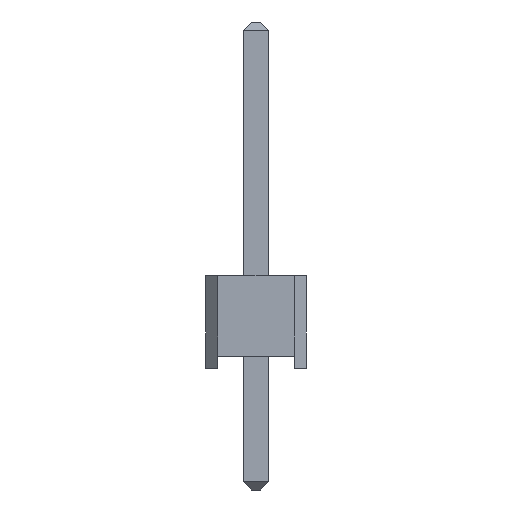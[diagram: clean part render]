
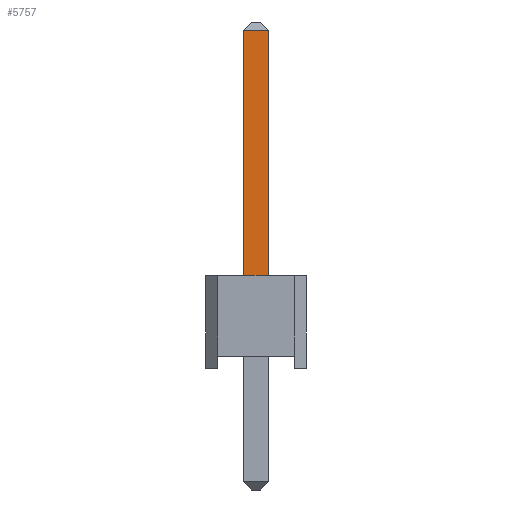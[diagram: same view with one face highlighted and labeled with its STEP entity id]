
A CAD part, left-side view. The second image highlights one B-rep face of the part: STEP entity #5757.
In plain terms, the highlighted planar face has unit normal (-1, 0, 0).
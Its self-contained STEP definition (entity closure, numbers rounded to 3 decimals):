
#1670 = PLANE('',#1671);
#1671 = AXIS2_PLACEMENT_3D('',#1672,#1673,#1674);
#1672 = CARTESIAN_POINT('',(-11.43,1.245,2.29));
#1673 = DIRECTION('',(0.,0.,1.));
#1674 = DIRECTION('',(1.,0.,0.));
#3459 = VERTEX_POINT('',#3460);
#3460 = CARTESIAN_POINT('',(-10.48,-0.32,2.29));
#3474 = PLANE('',#3475);
#3475 = AXIS2_PLACEMENT_3D('',#3476,#3477,#3478);
#3476 = CARTESIAN_POINT('',(-9.84,-0.32,-3.));
#3477 = DIRECTION('',(0.,-1.,0.));
#3478 = DIRECTION('',(0.,0.,-1.));
#3486 = EDGE_CURVE('',#3487,#3459,#3489,.T.);
#3487 = VERTEX_POINT('',#3488);
#3488 = CARTESIAN_POINT('',(-10.48,0.32,2.29));
#3489 = SURFACE_CURVE('',#3490,(#3494,#3501),.PCURVE_S1.);
#3490 = LINE('',#3491,#3492);
#3491 = CARTESIAN_POINT('',(-10.48,-0.32,2.29));
#3492 = VECTOR('',#3493,1.);
#3493 = DIRECTION('',(0.,-1.,0.));
#3494 = PCURVE('',#1670,#3495);
#3495 = DEFINITIONAL_REPRESENTATION('',(#3496),#3500);
#3496 = LINE('',#3497,#3498);
#3497 = CARTESIAN_POINT('',(0.95,-1.565));
#3498 = VECTOR('',#3499,1.);
#3499 = DIRECTION('',(0.,-1.));
#3500 = ( GEOMETRIC_REPRESENTATION_CONTEXT(2) 
PARAMETRIC_REPRESENTATION_CONTEXT() REPRESENTATION_CONTEXT('2D SPACE',''
  ) );
#3501 = PCURVE('',#3502,#3507);
#3502 = PLANE('',#3503);
#3503 = AXIS2_PLACEMENT_3D('',#3504,#3505,#3506);
#3504 = CARTESIAN_POINT('',(-10.48,-0.32,-3.));
#3505 = DIRECTION('',(-1.,0.,0.));
#3506 = DIRECTION('',(0.,0.,1.));
#3507 = DEFINITIONAL_REPRESENTATION('',(#3508),#3512);
#3508 = LINE('',#3509,#3510);
#3509 = CARTESIAN_POINT('',(5.29,0.));
#3510 = VECTOR('',#3511,1.);
#3511 = DIRECTION('',(0.,-1.));
#3512 = ( GEOMETRIC_REPRESENTATION_CONTEXT(2) 
PARAMETRIC_REPRESENTATION_CONTEXT() REPRESENTATION_CONTEXT('2D SPACE',''
  ) );
#3528 = PLANE('',#3529);
#3529 = AXIS2_PLACEMENT_3D('',#3530,#3531,#3532);
#3530 = CARTESIAN_POINT('',(-10.48,0.32,-3.));
#3531 = DIRECTION('',(0.,1.,0.));
#3532 = DIRECTION('',(0.,0.,1.));
#5653 = EDGE_CURVE('',#3459,#5654,#5656,.T.);
#5654 = VERTEX_POINT('',#5655);
#5655 = CARTESIAN_POINT('',(-10.48,-0.32,8.34));
#5656 = SURFACE_CURVE('',#5657,(#5661,#5668),.PCURVE_S1.);
#5657 = LINE('',#5658,#5659);
#5658 = CARTESIAN_POINT('',(-10.48,-0.32,-3.));
#5659 = VECTOR('',#5660,1.);
#5660 = DIRECTION('',(0.,0.,1.));
#5661 = PCURVE('',#3474,#5662);
#5662 = DEFINITIONAL_REPRESENTATION('',(#5663),#5667);
#5663 = LINE('',#5664,#5665);
#5664 = CARTESIAN_POINT('',(0.,-0.64));
#5665 = VECTOR('',#5666,1.);
#5666 = DIRECTION('',(-1.,0.));
#5667 = ( GEOMETRIC_REPRESENTATION_CONTEXT(2) 
PARAMETRIC_REPRESENTATION_CONTEXT() REPRESENTATION_CONTEXT('2D SPACE',''
  ) );
#5668 = PCURVE('',#3502,#5669);
#5669 = DEFINITIONAL_REPRESENTATION('',(#5670),#5674);
#5670 = LINE('',#5671,#5672);
#5671 = CARTESIAN_POINT('',(0.,0.));
#5672 = VECTOR('',#5673,1.);
#5673 = DIRECTION('',(1.,0.));
#5674 = ( GEOMETRIC_REPRESENTATION_CONTEXT(2) 
PARAMETRIC_REPRESENTATION_CONTEXT() REPRESENTATION_CONTEXT('2D SPACE',''
  ) );
#5708 = VERTEX_POINT('',#5709);
#5709 = CARTESIAN_POINT('',(-10.48,0.32,8.34));
#5737 = EDGE_CURVE('',#3487,#5708,#5738,.T.);
#5738 = SURFACE_CURVE('',#5739,(#5743,#5750),.PCURVE_S1.);
#5739 = LINE('',#5740,#5741);
#5740 = CARTESIAN_POINT('',(-10.48,0.32,-3.));
#5741 = VECTOR('',#5742,1.);
#5742 = DIRECTION('',(0.,0.,1.));
#5743 = PCURVE('',#3528,#5744);
#5744 = DEFINITIONAL_REPRESENTATION('',(#5745),#5749);
#5745 = LINE('',#5746,#5747);
#5746 = CARTESIAN_POINT('',(0.,0.));
#5747 = VECTOR('',#5748,1.);
#5748 = DIRECTION('',(1.,0.));
#5749 = ( GEOMETRIC_REPRESENTATION_CONTEXT(2) 
PARAMETRIC_REPRESENTATION_CONTEXT() REPRESENTATION_CONTEXT('2D SPACE',''
  ) );
#5750 = PCURVE('',#3502,#5751);
#5751 = DEFINITIONAL_REPRESENTATION('',(#5752),#5756);
#5752 = LINE('',#5753,#5754);
#5753 = CARTESIAN_POINT('',(0.,0.64));
#5754 = VECTOR('',#5755,1.);
#5755 = DIRECTION('',(1.,0.));
#5756 = ( GEOMETRIC_REPRESENTATION_CONTEXT(2) 
PARAMETRIC_REPRESENTATION_CONTEXT() REPRESENTATION_CONTEXT('2D SPACE',''
  ) );
#5757 = ADVANCED_FACE('',(#5758),#3502,.T.);
#5758 = FACE_BOUND('',#5759,.T.);
#5759 = EDGE_LOOP('',(#5760,#5761,#5762,#5763));
#5760 = ORIENTED_EDGE('',*,*,#5737,.F.);
#5761 = ORIENTED_EDGE('',*,*,#3486,.T.);
#5762 = ORIENTED_EDGE('',*,*,#5653,.T.);
#5763 = ORIENTED_EDGE('',*,*,#5764,.T.);
#5764 = EDGE_CURVE('',#5654,#5708,#5765,.T.);
#5765 = SURFACE_CURVE('',#5766,(#5770,#5777),.PCURVE_S1.);
#5766 = LINE('',#5767,#5768);
#5767 = CARTESIAN_POINT('',(-10.48,-0.32,8.34));
#5768 = VECTOR('',#5769,1.);
#5769 = DIRECTION('',(0.,1.,0.));
#5770 = PCURVE('',#3502,#5771);
#5771 = DEFINITIONAL_REPRESENTATION('',(#5772),#5776);
#5772 = LINE('',#5773,#5774);
#5773 = CARTESIAN_POINT('',(11.34,0.));
#5774 = VECTOR('',#5775,1.);
#5775 = DIRECTION('',(0.,1.));
#5776 = ( GEOMETRIC_REPRESENTATION_CONTEXT(2) 
PARAMETRIC_REPRESENTATION_CONTEXT() REPRESENTATION_CONTEXT('2D SPACE',''
  ) );
#5777 = PCURVE('',#5778,#5783);
#5778 = PLANE('',#5779);
#5779 = AXIS2_PLACEMENT_3D('',#5780,#5781,#5782);
#5780 = CARTESIAN_POINT('',(-10.38,-0.32,8.44));
#5781 = DIRECTION('',(-0.707,0.,0.707));
#5782 = DIRECTION('',(0.707,0.,0.707));
#5783 = DEFINITIONAL_REPRESENTATION('',(#5784),#5788);
#5784 = LINE('',#5785,#5786);
#5785 = CARTESIAN_POINT('',(-0.141,0.));
#5786 = VECTOR('',#5787,1.);
#5787 = DIRECTION('',(0.,1.));
#5788 = ( GEOMETRIC_REPRESENTATION_CONTEXT(2) 
PARAMETRIC_REPRESENTATION_CONTEXT() REPRESENTATION_CONTEXT('2D SPACE',''
  ) );
